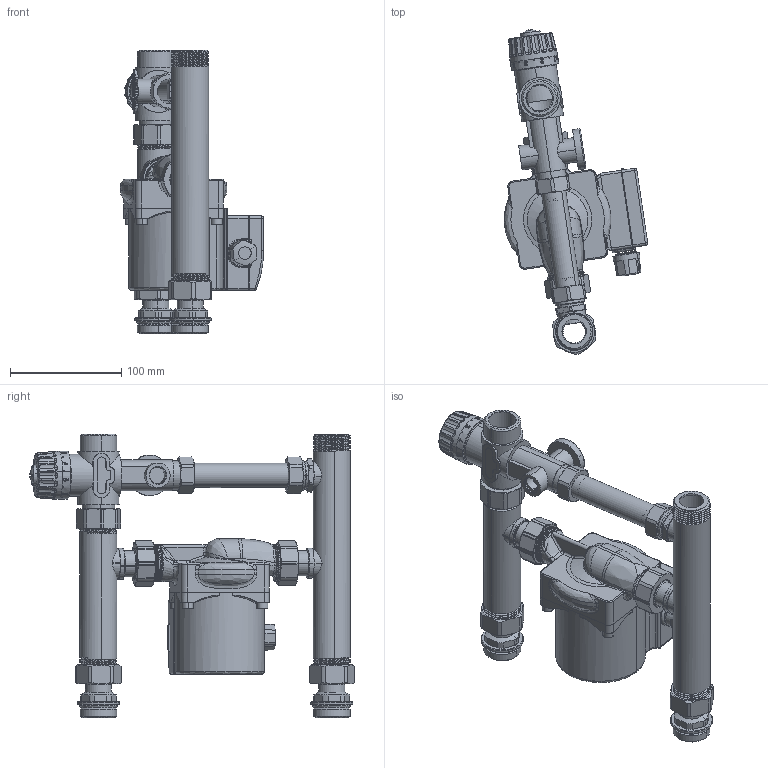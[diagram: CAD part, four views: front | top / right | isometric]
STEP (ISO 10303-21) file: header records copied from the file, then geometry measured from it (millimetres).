
FILE_DESCRIPTION (( 'STEP AP203' ), '1' );
FILE_NAME ('9207-7171.STEP', '2023-08-31T01:44:38', ( 'user' ), ( 'Microsoft' ), 'SwSTEP 2.0', 'SolidWorks 2015', '' );
FILE_SCHEMA (( 'CONFIG_CONTROL_DESIGN' ));
Length unit declared in the file: millimetre
Products named in the file (41): _X2_6C346CF5_X0_2; 9208052; 920604020; 920505060; 魂諉簽; _X2_6C346CF5_X0_7; 617505010; 920604030S; 920505070; 縐遠16X1.5; _X2_6C346CF5_X0_8; 309705020G; 9206040; 9208050; 忒謫紫; _X2_6C346CF5_X0_1; O型圈_29*2.5 EPDM 黑色; 9205050102; 920505050; 19X12X2; 920705010; 2; DN445E(30x21x3 ); 9205050; 920705100; 920705120; 3; 6175050; 9205050201; 躇猾菜; M6攫芛蹟隊; 阨掙; 920705220; 9205052; 縐銅9207; 概郋; 9207-7171; 9207; 9208050201; 920604010 ...
Assembly tree (59 placements, depth 4):
  9207-7171
    9207
      920705010
      920705120
      M6攫芛蹟隊
      概郋
      髦磁概忒謫
      魂諉簽
      縐遠16X1.5
      忒謫紫
      19X12X2
      920705100
      躇猾菜
      縐銅9207
      9206040
        920604010
        920604020  x2
        920604030S  x2
      9208050
        9205050102
        920505060
        920505070
      9205050
        9205050102  x2
        920505050
        920505060
        920505070
      9205052
        9205050201
        9205050102  x2
        920505050
        920505060
        920505070
      9208052
        9208050201
        9205050102
        920505060
        920505070
      6175050  x2
        617505010
        309705020G
        O型圈_29*2.5 EPDM 黑色
        DN445E(30x21x3 )
      920705220
    阨掙
      _X2_6C346CF5_X0_2
      _X2_6C346CF5_X0_7
      _X2_6C346CF5_X0_8  x5
      _X2_6C346CF5_X0_1
      2
      3
Bounding box: 128.84 x 291.82 x 255 mm (x, y, z)
Volume: 747788.9 mm3; surface area: 361256.3 mm2
Topology: 52 solids, 55 shells, 4684 faces, 12251 edges, 7967 vertices
Faces by surface type: plane 2012, bspline 1104, cylinder 989, cone 485, torus 92, sphere 2
Entity records: 180662 total; most frequent: CARTESIAN_POINT 82557, ORIENTED_EDGE 21746, DIRECTION 15192, EDGE_CURVE 10888, VERTEX_POINT 7157, LINE 5658, VECTOR 5658, AXIS2_PLACEMENT_3D 4767
